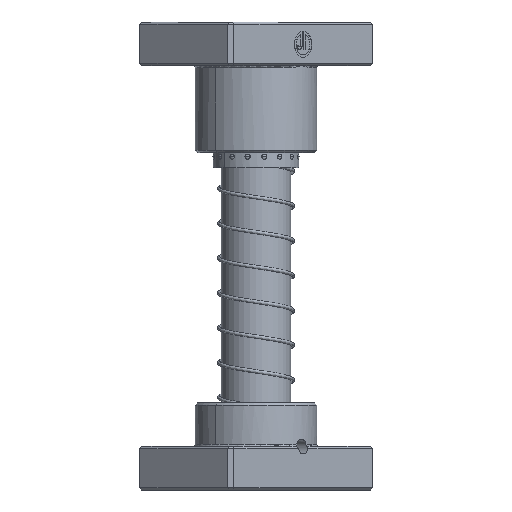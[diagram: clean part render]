
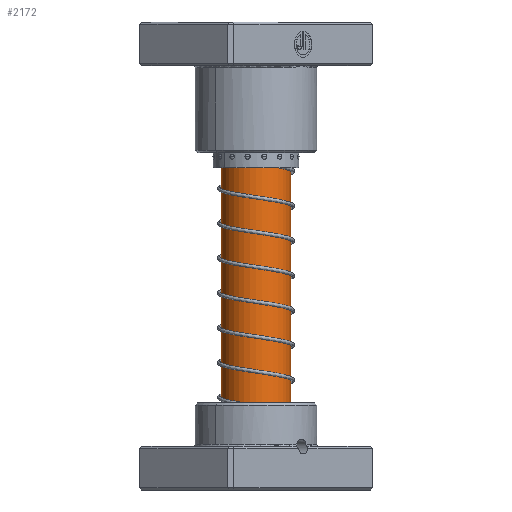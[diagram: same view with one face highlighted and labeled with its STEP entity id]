
A CAD part, front view. The second image highlights one B-rep face of the part: STEP entity #2172.
In plain terms, the highlighted cylindrical face has radius 16 mm (diameter 32 mm), a partial arc.
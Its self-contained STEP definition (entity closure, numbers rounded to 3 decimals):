
#702 = ORIENTED_EDGE ( 'NONE', *, *, #4347, .F. ) ;
#2172 = ADVANCED_FACE ( 'NONE', ( #15713 ), #25073, .T. ) ;
#3357 = CIRCLE ( 'NONE', #21381, 16. ) ;
#3783 = EDGE_CURVE ( 'NONE', #23483, #14942, #14446, .T. ) ;
#4347 = EDGE_CURVE ( 'NONE', #14942, #18187, #3357, .T. ) ;
#5705 = CARTESIAN_POINT ( 'NONE',  ( 0., 0., 24. ) ) ;
#8749 = CARTESIAN_POINT ( 'NONE',  ( 0., 0., 180. ) ) ;
#8943 = VERTEX_POINT ( 'NONE', #41968 ) ;
#9233 = DIRECTION ( 'NONE',  ( -1., 0., 0. ) ) ;
#9791 = CARTESIAN_POINT ( 'NONE',  ( -16., 0., 24. ) ) ;
#10181 = ORIENTED_EDGE ( 'NONE', *, *, #3783, .F. ) ;
#11222 = CARTESIAN_POINT ( 'NONE',  ( 16., 0., 177.5 ) ) ;
#12057 = CARTESIAN_POINT ( 'NONE',  ( 16., 0., 24. ) ) ;
#12257 = DIRECTION ( 'NONE',  ( 0., 0., -1. ) ) ;
#14446 = LINE ( 'NONE', #36188, #41328 ) ;
#14942 = VERTEX_POINT ( 'NONE', #12057 ) ;
#15713 = FACE_OUTER_BOUND ( 'NONE', #20080, .T. ) ;
#15795 = DIRECTION ( 'NONE',  ( -1., 0., 0. ) ) ;
#17214 = CARTESIAN_POINT ( 'NONE',  ( 0., 0., 177.5 ) ) ;
#18187 = VERTEX_POINT ( 'NONE', #9791 ) ;
#19097 = EDGE_CURVE ( 'NONE', #23483, #8943, #40743, .T. ) ;
#20080 = EDGE_LOOP ( 'NONE', ( #10181, #21532, #28854, #702 ) ) ;
#20739 = DIRECTION ( 'NONE',  ( 1., 0., 0. ) ) ;
#21381 = AXIS2_PLACEMENT_3D ( 'NONE', #5705, #30235, #9233 ) ;
#21532 = ORIENTED_EDGE ( 'NONE', *, *, #19097, .T. ) ;
#23483 = VERTEX_POINT ( 'NONE', #11222 ) ;
#25073 = CYLINDRICAL_SURFACE ( 'NONE', #33991, 16. ) ;
#25836 = LINE ( 'NONE', #38830, #43368 ) ;
#28854 = ORIENTED_EDGE ( 'NONE', *, *, #28902, .T. ) ;
#28902 = EDGE_CURVE ( 'NONE', #8943, #18187, #25836, .T. ) ;
#30235 = DIRECTION ( 'NONE',  ( 0., 0., -1. ) ) ;
#33991 = AXIS2_PLACEMENT_3D ( 'NONE', #8749, #12257, #15795 ) ;
#34492 = AXIS2_PLACEMENT_3D ( 'NONE', #17214, #41748, #20739 ) ;
#35624 = DIRECTION ( 'NONE',  ( 0., 0., -1. ) ) ;
#36188 = CARTESIAN_POINT ( 'NONE',  ( 16., 0., 180. ) ) ;
#38830 = CARTESIAN_POINT ( 'NONE',  ( -16., 0., 180. ) ) ;
#40743 = CIRCLE ( 'NONE', #34492, 16. ) ;
#41328 = VECTOR ( 'NONE', #43186, 1000. ) ;
#41748 = DIRECTION ( 'NONE',  ( 0., 0., -1. ) ) ;
#41968 = CARTESIAN_POINT ( 'NONE',  ( -16., 0., 177.5 ) ) ;
#43186 = DIRECTION ( 'NONE',  ( 0., 0., -1. ) ) ;
#43368 = VECTOR ( 'NONE', #35624, 1000. ) ;
